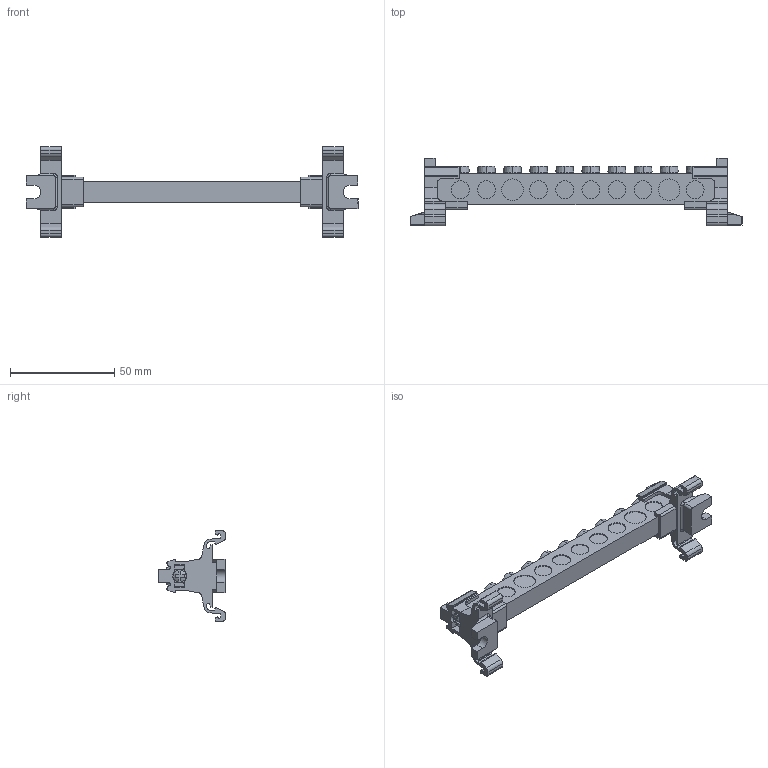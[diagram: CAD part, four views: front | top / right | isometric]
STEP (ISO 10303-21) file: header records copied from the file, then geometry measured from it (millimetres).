
FILE_DESCRIPTION (( 'STEP AP203' ), '1' );
FILE_NAME ('10x15 Tek Kutuplu Daðýtýcý Ünite - 10 Delikli - Kapaksýz.STEP', '2019-02-20T12:22:48', ( '' ), ( '' ), 'SwSTEP 2.0', 'SolidWorks 2011', '' );
FILE_SCHEMA (( 'CONFIG_CONTROL_DESIGN' ));
Length unit declared in the file: millimetre
Products named in the file (1): 10x15 Tek Kutuplu Daðýtýcý Ünite - 10 Delikli - Kapaksýz
Bounding box: 159 x 32.37 x 43.2 mm (x, y, z)
Volume: 30690.6 mm3; surface area: 16262.9 mm2
Topology: 1 solids, 4 shells, 650 faces, 1783 edges, 1167 vertices
Faces by surface type: plane 414, cylinder 182, torus 30, cone 20, bspline 4
Entity records: 20989 total; most frequent: CARTESIAN_POINT 4152, ORIENTED_EDGE 3566, DIRECTION 3460, EDGE_CURVE 1783, VECTOR 1202, LINE 1202, VERTEX_POINT 1167, AXIS2_PLACEMENT_3D 1129
